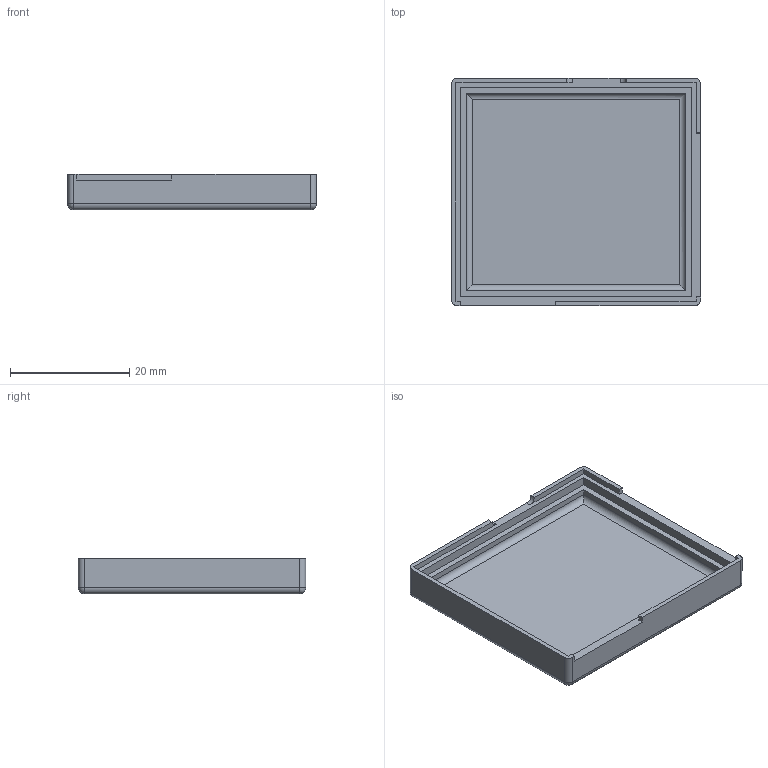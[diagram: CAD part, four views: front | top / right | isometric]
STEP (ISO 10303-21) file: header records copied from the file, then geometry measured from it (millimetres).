
FILE_DESCRIPTION(/* description */ (''),/* implementation_level */ '2;1');
FILE_NAME(/* name */ 'ESPCAN-2GANG-BOTTOM.stp',/* time_stamp */ '2026-01-18T13:59:03+01:00',/* author */ ('caleb'),/* organization */ (''),/* preprocessor_version */ 'ST-DEVELOPER v19.2',/* originating_system */ 'Autodesk Inventor 2024',/* authorisation */ '');
FILE_SCHEMA (('AUTOMOTIVE_DESIGN { 1 0 10303 214 3 1 1 }'));
Length unit declared in the file: millimetre
Products named in the file (2): espcan-2gang; Body
Assembly tree (1 placements, depth 2):
  espcan-2gang
    Body
Bounding box: 41.8 x 38.2 x 6 mm (x, y, z)
Volume: 3560.4 mm3; surface area: 4566.2 mm2
Topology: 1 solids, 1 shells, 48 faces, 116 edges, 72 vertices
Faces by surface type: plane 30, cylinder 14, sphere 4
Entity records: 1455 total; most frequent: DIRECTION 244, CARTESIAN_POINT 240, ORIENTED_EDGE 232, EDGE_CURVE 116, LINE 92, VECTOR 92, AXIS2_PLACEMENT_3D 76, VERTEX_POINT 72
